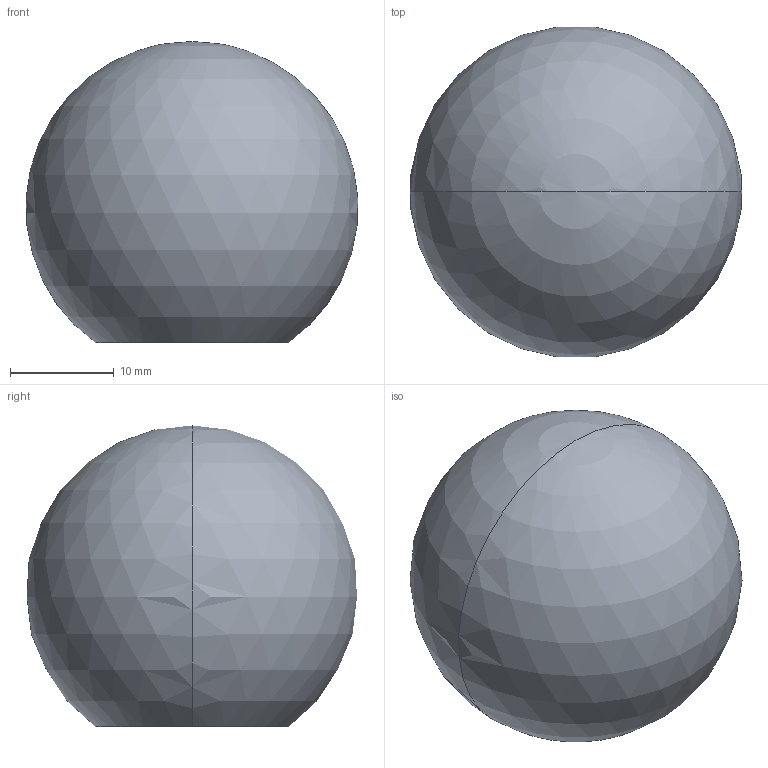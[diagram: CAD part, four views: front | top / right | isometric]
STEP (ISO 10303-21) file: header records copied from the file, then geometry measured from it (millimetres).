
FILE_DESCRIPTION(('STEP AP214'),'1');
FILE_NAME(' ',' ',('TraceParts'),('TraceParts S.A.'),'XStep 1.0',' ',' ');
FILE_SCHEMA(('automotive_design'));
Length unit declared in the file: millimetre
Products named in the file (1): 1
Bounding box: 31.94 x 31.78 x 29 mm (x, y, z)
Volume: 16051.2 mm3; surface area: 3590.5 mm2
Topology: 1 solids, 1 shells, 14 faces, 30 edges, 16 vertices
Faces by surface type: cone 6, cylinder 4, sphere 2, plane 2
Entity records: 700 total; most frequent: DIRECTION 72, STYLED_ITEM 57, PRESENTATION_STYLE_ASSIGNMENT 57, CARTESIAN_POINT 57, COLOUR_RGB 57, ORIENTED_EDGE 52, AXIS2_PLACEMENT_3D 31, EDGE_CURVE 26
